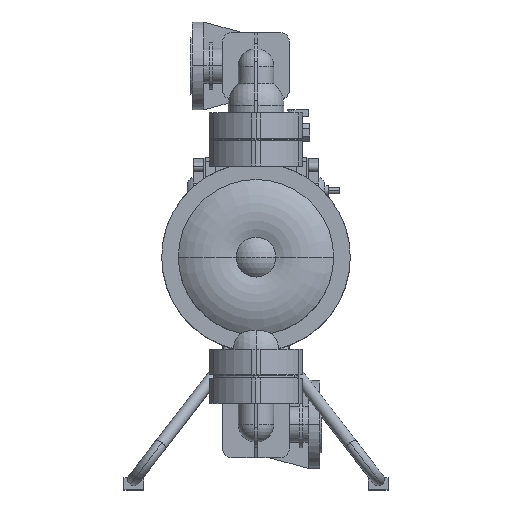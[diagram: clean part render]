
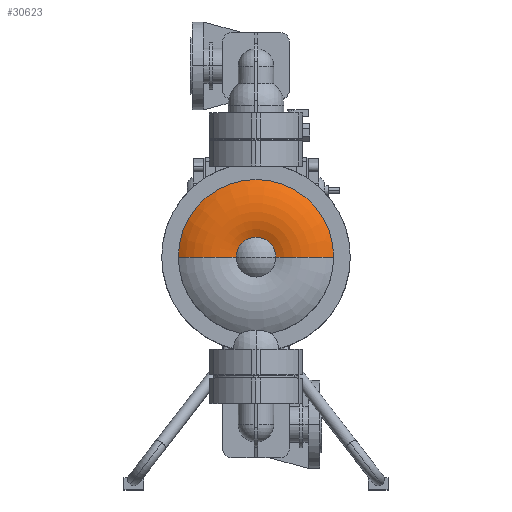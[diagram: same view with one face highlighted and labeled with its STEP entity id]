
A CAD part, top view. The second image highlights one B-rep face of the part: STEP entity #30623.
In plain terms, the highlighted toroidal (fillet/blend) face has major radius 75 mm and minor radius 99 mm.
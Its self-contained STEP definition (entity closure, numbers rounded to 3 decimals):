
#15645 = CARTESIAN_POINT ( 'NONE',  ( 136., 0., 172.474 ) ) ;
#16809 = DIRECTION ( 'NONE',  ( 0., 0., -1. ) ) ;
#16810 = CARTESIAN_POINT ( 'NONE',  ( 0., 0., 172.474 ) ) ;
#16811 = AXIS2_PLACEMENT_3D ( 'NONE', #16810, #16809, #16871 ) ;
#16812 = CIRCLE ( 'NONE', #16811, 136. ) ;
#16813 = FACE_OUTER_BOUND ( 'NONE', #30624, .T. ) ;
#16821 = DIRECTION ( 'NONE',  ( 0., 0., -1. ) ) ;
#16822 = DIRECTION ( 'NONE',  ( 0., -1., 0. ) ) ;
#16823 = AXIS2_PLACEMENT_3D ( 'NONE', #16830, #16822, #16821 ) ;
#16824 = CIRCLE ( 'NONE', #16823, 99. ) ;
#16825 = DIRECTION ( 'NONE',  ( -1., 0., 0. ) ) ;
#16826 = DIRECTION ( 'NONE',  ( 0., 1., 0. ) ) ;
#16827 = CARTESIAN_POINT ( 'NONE',  ( 75., 0., 94.5 ) ) ;
#16828 = AXIS2_PLACEMENT_3D ( 'NONE', #16827, #16826, #16825 ) ;
#16829 = CIRCLE ( 'NONE', #16828, 99. ) ;
#16830 = CARTESIAN_POINT ( 'NONE',  ( -75., 0., 94.5 ) ) ;
#16831 = CARTESIAN_POINT ( 'NONE',  ( 34.836, 0., 184.987 ) ) ;
#16832 = CARTESIAN_POINT ( 'NONE',  ( -34.836, 0., 184.987 ) ) ;
#16833 = DIRECTION ( 'NONE',  ( -1., 0., 0. ) ) ;
#16834 = DIRECTION ( 'NONE',  ( 0., 0., -1. ) ) ;
#16835 = CARTESIAN_POINT ( 'NONE',  ( 0., 0., 184.987 ) ) ;
#16836 = AXIS2_PLACEMENT_3D ( 'NONE', #16835, #16834, #16833 ) ;
#16837 = CIRCLE ( 'NONE', #16836, 34.836 ) ;
#16865 = CARTESIAN_POINT ( 'NONE',  ( -136., 0., 172.474 ) ) ;
#16866 = DIRECTION ( 'NONE',  ( -1., 0., 0. ) ) ;
#16867 = DIRECTION ( 'NONE',  ( 0., 0., -1. ) ) ;
#16868 = AXIS2_PLACEMENT_3D ( 'NONE', #16870, #16867, #16866 ) ;
#16869 = TOROIDAL_SURFACE ( 'NONE', #16868, 75., 99. ) ;
#16870 = CARTESIAN_POINT ( 'NONE',  ( 0., 0., 94.5 ) ) ;
#16871 = DIRECTION ( 'NONE',  ( -1., 0., 0. ) ) ;
#29942 = VERTEX_POINT ( 'NONE', #15645 ) ;
#30608 = ORIENTED_EDGE ( 'NONE', *, *, #30609, .T. ) ;
#30609 = EDGE_CURVE ( 'NONE', #30610, #30611, #16837, .T. ) ;
#30610 = VERTEX_POINT ( 'NONE', #16832 ) ;
#30611 = VERTEX_POINT ( 'NONE', #16831 ) ;
#30612 = ORIENTED_EDGE ( 'NONE', *, *, #30613, .T. ) ;
#30613 = EDGE_CURVE ( 'NONE', #30611, #29942, #16829, .T. ) ;
#30614 = ORIENTED_EDGE ( 'NONE', *, *, #30622, .F. ) ;
#30615 = ORIENTED_EDGE ( 'NONE', *, *, #30616, .F. ) ;
#30616 = EDGE_CURVE ( 'NONE', #30610, #30625, #16824, .T. ) ;
#30622 = EDGE_CURVE ( 'NONE', #30625, #29942, #16812, .T. ) ;
#30623 = ADVANCED_FACE ( 'NONE', ( #16813 ), #16869, .T. ) ;
#30624 = EDGE_LOOP ( 'NONE', ( #30608, #30612, #30614, #30615 ) ) ;
#30625 = VERTEX_POINT ( 'NONE', #16865 ) ;
